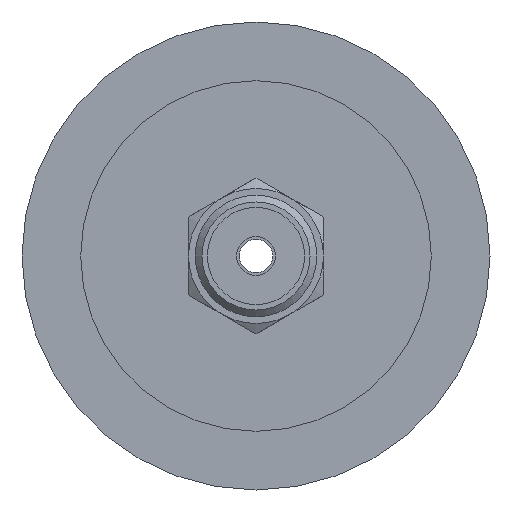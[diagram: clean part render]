
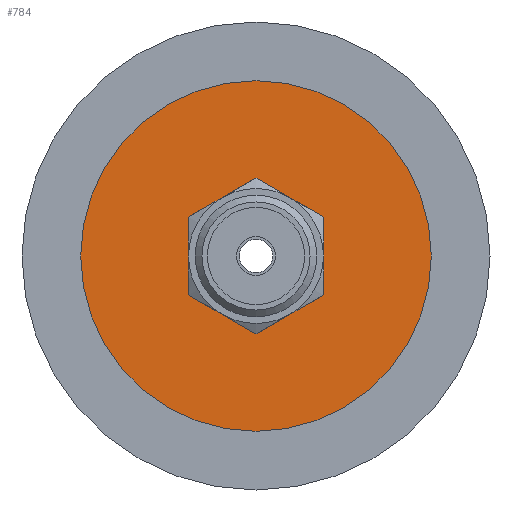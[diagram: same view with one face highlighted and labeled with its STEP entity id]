
A CAD part, front view. The second image highlights one B-rep face of the part: STEP entity #784.
In plain terms, the highlighted planar face has unit normal (0, -1, 0).
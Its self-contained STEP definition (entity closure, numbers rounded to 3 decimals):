
#115=FACE_BOUND('',#214,.T.);
#128=PLANE('',#956);
#165=FACE_OUTER_BOUND('',#213,.T.);
#213=EDGE_LOOP('',(#572,#573));
#214=EDGE_LOOP('',(#574));
#313=CIRCLE('',#946,3.175);
#320=CIRCLE('',#957,20.6);
#321=CIRCLE('',#958,20.6);
#374=VERTEX_POINT('',#1326);
#381=VERTEX_POINT('',#1347);
#382=VERTEX_POINT('',#1348);
#448=EDGE_CURVE('',#374,#374,#313,.T.);
#457=EDGE_CURVE('',#381,#382,#320,.T.);
#458=EDGE_CURVE('',#382,#381,#321,.T.);
#572=ORIENTED_EDGE('',*,*,#457,.F.);
#573=ORIENTED_EDGE('',*,*,#458,.F.);
#574=ORIENTED_EDGE('',*,*,#448,.T.);
#784=ADVANCED_FACE('',(#165,#115),#128,.T.);
#946=AXIS2_PLACEMENT_3D('',#1328,#1070,#1071);
#956=AXIS2_PLACEMENT_3D('',#1346,#1092,#1093);
#957=AXIS2_PLACEMENT_3D('',#1349,#1094,#1095);
#958=AXIS2_PLACEMENT_3D('',#1350,#1096,#1097);
#1070=DIRECTION('center_axis',(0.,1.,0.));
#1071=DIRECTION('ref_axis',(-1.,0.,0.));
#1092=DIRECTION('center_axis',(0.,-1.,0.));
#1093=DIRECTION('ref_axis',(0.,0.,-1.));
#1094=DIRECTION('center_axis',(0.,1.,0.));
#1095=DIRECTION('ref_axis',(1.,0.,0.));
#1096=DIRECTION('center_axis',(0.,1.,0.));
#1097=DIRECTION('ref_axis',(1.,0.,0.));
#1326=CARTESIAN_POINT('',(3.175,2.5,0.));
#1328=CARTESIAN_POINT('Origin',(0.,2.5,0.));
#1346=CARTESIAN_POINT('Origin',(-20.6,2.5,0.));
#1347=CARTESIAN_POINT('',(-20.6,2.5,0.));
#1348=CARTESIAN_POINT('',(20.6,2.5,0.));
#1349=CARTESIAN_POINT('Origin',(0.,2.5,0.));
#1350=CARTESIAN_POINT('Origin',(0.,2.5,0.));
